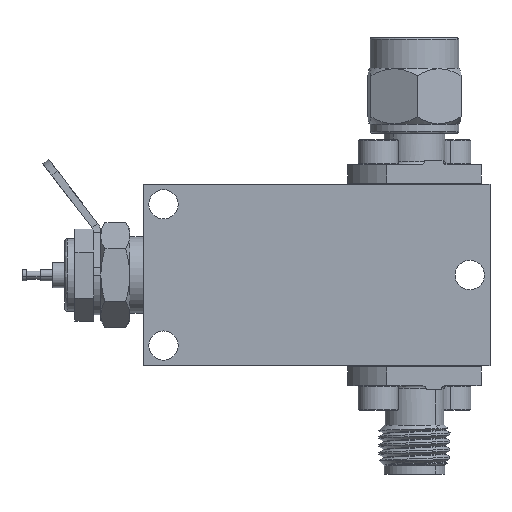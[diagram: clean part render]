
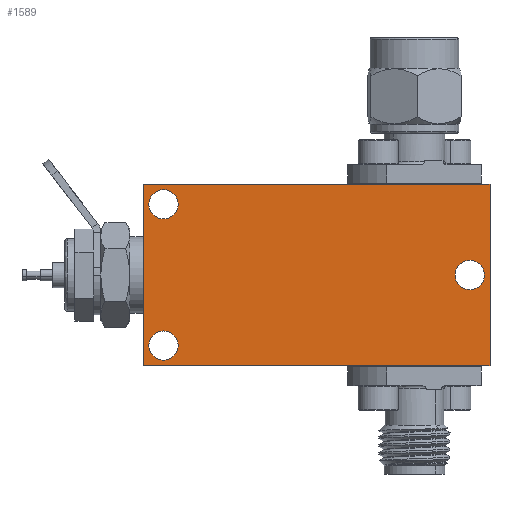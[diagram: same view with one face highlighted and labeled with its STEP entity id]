
A CAD part, front view. The second image highlights one B-rep face of the part: STEP entity #1589.
In plain terms, the highlighted planar face has unit normal (0, -1, 0).
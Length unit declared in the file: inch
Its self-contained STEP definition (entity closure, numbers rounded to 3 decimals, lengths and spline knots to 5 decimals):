
#56 = CARTESIAN_POINT ( 'NONE',  ( 0.19, -0.515, 0. ) ) ;
#714 = CARTESIAN_POINT ( 'NONE',  ( -0.87, -0.515, -0.244 ) ) ;
#770 = VERTEX_POINT ( 'NONE', #2521 ) ;
#931 = EDGE_LOOP ( 'NONE', ( #8727, #7014 ) ) ;
#1087 = DIRECTION ( 'NONE',  ( 0., 0., -1. ) ) ;
#1120 = DIRECTION ( 'NONE',  ( 1., 0., 0. ) ) ;
#1589 = ADVANCED_FACE ( 'NONE', ( #2452, #18101, #2730, #15146 ), #8299, .T. ) ;
#2084 = DIRECTION ( 'NONE',  ( 0., 1., 0. ) ) ;
#2116 = CARTESIAN_POINT ( 'NONE',  ( -0.87, -0.515, -0.244 ) ) ;
#2189 = VERTEX_POINT ( 'NONE', #17235 ) ;
#2220 = CARTESIAN_POINT ( 'NONE',  ( -0.94, -0.515, -0.3145 ) ) ;
#2318 = VERTEX_POINT ( 'NONE', #14748 ) ;
#2452 = FACE_OUTER_BOUND ( 'NONE', #10805, .T. ) ;
#2521 = CARTESIAN_POINT ( 'NONE',  ( -0.87, -0.515, 0.29575 ) ) ;
#2661 = ORIENTED_EDGE ( 'NONE', *, *, #10681, .T. ) ;
#2700 = CIRCLE ( 'NONE', #13652, 0.05075 ) ;
#2730 = FACE_BOUND ( 'NONE', #3030, .T. ) ;
#2732 = DIRECTION ( 'NONE',  ( 0., 1., 0. ) ) ;
#2735 = AXIS2_PLACEMENT_3D ( 'NONE', #9871, #2732, #15798 ) ;
#2922 = CARTESIAN_POINT ( 'NONE',  ( 0.26, -0.515, 0.3145 ) ) ;
#2966 = CARTESIAN_POINT ( 'NONE',  ( -0.87, -0.515, -0.29475 ) ) ;
#3030 = EDGE_LOOP ( 'NONE', ( #15745, #14458 ) ) ;
#3191 = VERTEX_POINT ( 'NONE', #18099 ) ;
#3286 = VERTEX_POINT ( 'NONE', #2922 ) ;
#3632 = VECTOR ( 'NONE', #15974, 39.37008 ) ;
#3669 = DIRECTION ( 'NONE',  ( 0., 0., -1. ) ) ;
#3797 = EDGE_CURVE ( 'NONE', #3191, #12835, #12093, .T. ) ;
#4125 = CARTESIAN_POINT ( 'NONE',  ( -0.94, -0.515, -0.3145 ) ) ;
#4232 = EDGE_CURVE ( 'NONE', #6787, #2189, #8362, .T. ) ;
#4236 = EDGE_CURVE ( 'NONE', #2189, #6787, #8953, .T. ) ;
#4672 = VERTEX_POINT ( 'NONE', #10850 ) ;
#4835 = AXIS2_PLACEMENT_3D ( 'NONE', #714, #2084, #10416 ) ;
#5459 = AXIS2_PLACEMENT_3D ( 'NONE', #7402, #13597, #13243 ) ;
#5460 = EDGE_CURVE ( 'NONE', #10914, #770, #2700, .T. ) ;
#5691 = DIRECTION ( 'NONE',  ( 0., 0., 1. ) ) ;
#5723 = VECTOR ( 'NONE', #3669, 39.37008 ) ;
#5891 = LINE ( 'NONE', #15403, #14334 ) ;
#6400 = DIRECTION ( 'NONE',  ( 0., 0., 1. ) ) ;
#6590 = EDGE_CURVE ( 'NONE', #3286, #4672, #10322, .T. ) ;
#6757 = CARTESIAN_POINT ( 'NONE',  ( -0.94, -0.515, -0.3145 ) ) ;
#6787 = VERTEX_POINT ( 'NONE', #7922 ) ;
#7014 = ORIENTED_EDGE ( 'NONE', *, *, #7679, .T. ) ;
#7402 = CARTESIAN_POINT ( 'NONE',  ( -0.87, -0.515, 0.245 ) ) ;
#7419 = EDGE_CURVE ( 'NONE', #15797, #2318, #15097, .T. ) ;
#7679 = EDGE_CURVE ( 'NONE', #12835, #3191, #9576, .T. ) ;
#7922 = CARTESIAN_POINT ( 'NONE',  ( 0.19, -0.515, -0.05075 ) ) ;
#8299 = PLANE ( 'NONE',  #12658 ) ;
#8362 = CIRCLE ( 'NONE', #2735, 0.05075 ) ;
#8392 = DIRECTION ( 'NONE',  ( 0., 1., 0. ) ) ;
#8727 = ORIENTED_EDGE ( 'NONE', *, *, #3797, .T. ) ;
#8953 = CIRCLE ( 'NONE', #13106, 0.05075 ) ;
#8960 = VECTOR ( 'NONE', #1120, 39.37008 ) ;
#9082 = DIRECTION ( 'NONE',  ( 0., 1., 0. ) ) ;
#9576 = CIRCLE ( 'NONE', #4835, 0.05075 ) ;
#9871 = CARTESIAN_POINT ( 'NONE',  ( 0.19, -0.515, 0. ) ) ;
#9889 = CIRCLE ( 'NONE', #5459, 0.05075 ) ;
#10251 = EDGE_CURVE ( 'NONE', #770, #10914, #9889, .T. ) ;
#10322 = LINE ( 'NONE', #13482, #3632 ) ;
#10416 = DIRECTION ( 'NONE',  ( 0., 0., 1. ) ) ;
#10681 = EDGE_CURVE ( 'NONE', #2318, #3286, #5891, .T. ) ;
#10696 = CARTESIAN_POINT ( 'NONE',  ( -0.94, -0.515, -0.3145 ) ) ;
#10805 = EDGE_LOOP ( 'NONE', ( #2661, #12118, #17568, #17738 ) ) ;
#10850 = CARTESIAN_POINT ( 'NONE',  ( -0.94, -0.515, 0.3145 ) ) ;
#10914 = VERTEX_POINT ( 'NONE', #13639 ) ;
#11206 = AXIS2_PLACEMENT_3D ( 'NONE', #2116, #9082, #6400 ) ;
#11352 = DIRECTION ( 'NONE',  ( 0., 0., 1. ) ) ;
#11868 = ORIENTED_EDGE ( 'NONE', *, *, #4232, .T. ) ;
#12093 = CIRCLE ( 'NONE', #11206, 0.05075 ) ;
#12101 = LINE ( 'NONE', #10696, #5723 ) ;
#12118 = ORIENTED_EDGE ( 'NONE', *, *, #6590, .T. ) ;
#12303 = EDGE_CURVE ( 'NONE', #4672, #15797, #12101, .T. ) ;
#12658 = AXIS2_PLACEMENT_3D ( 'NONE', #4125, #15064, #1087 ) ;
#12835 = VERTEX_POINT ( 'NONE', #2966 ) ;
#13106 = AXIS2_PLACEMENT_3D ( 'NONE', #56, #8392, #11352 ) ;
#13243 = DIRECTION ( 'NONE',  ( 0., 0., 1. ) ) ;
#13482 = CARTESIAN_POINT ( 'NONE',  ( -0.94, -0.515, 0.3145 ) ) ;
#13597 = DIRECTION ( 'NONE',  ( 0., 1., 0. ) ) ;
#13639 = CARTESIAN_POINT ( 'NONE',  ( -0.87, -0.515, 0.19425 ) ) ;
#13652 = AXIS2_PLACEMENT_3D ( 'NONE', #16031, #14830, #17507 ) ;
#13906 = EDGE_LOOP ( 'NONE', ( #14567, #11868 ) ) ;
#14334 = VECTOR ( 'NONE', #5691, 39.37008 ) ;
#14458 = ORIENTED_EDGE ( 'NONE', *, *, #5460, .T. ) ;
#14567 = ORIENTED_EDGE ( 'NONE', *, *, #4236, .T. ) ;
#14748 = CARTESIAN_POINT ( 'NONE',  ( 0.26, -0.515, -0.3145 ) ) ;
#14830 = DIRECTION ( 'NONE',  ( 0., 1., 0. ) ) ;
#15064 = DIRECTION ( 'NONE',  ( 0., -1., 0. ) ) ;
#15097 = LINE ( 'NONE', #2220, #8960 ) ;
#15146 = FACE_BOUND ( 'NONE', #13906, .T. ) ;
#15403 = CARTESIAN_POINT ( 'NONE',  ( 0.26, -0.515, -0.3145 ) ) ;
#15745 = ORIENTED_EDGE ( 'NONE', *, *, #10251, .T. ) ;
#15797 = VERTEX_POINT ( 'NONE', #6757 ) ;
#15798 = DIRECTION ( 'NONE',  ( 0., 0., 1. ) ) ;
#15974 = DIRECTION ( 'NONE',  ( -1., 0., 0. ) ) ;
#16031 = CARTESIAN_POINT ( 'NONE',  ( -0.87, -0.515, 0.245 ) ) ;
#17235 = CARTESIAN_POINT ( 'NONE',  ( 0.19, -0.515, 0.05075 ) ) ;
#17507 = DIRECTION ( 'NONE',  ( 0., 0., 1. ) ) ;
#17568 = ORIENTED_EDGE ( 'NONE', *, *, #12303, .T. ) ;
#17738 = ORIENTED_EDGE ( 'NONE', *, *, #7419, .T. ) ;
#18099 = CARTESIAN_POINT ( 'NONE',  ( -0.87, -0.515, -0.19325 ) ) ;
#18101 = FACE_BOUND ( 'NONE', #931, .T. ) ;
